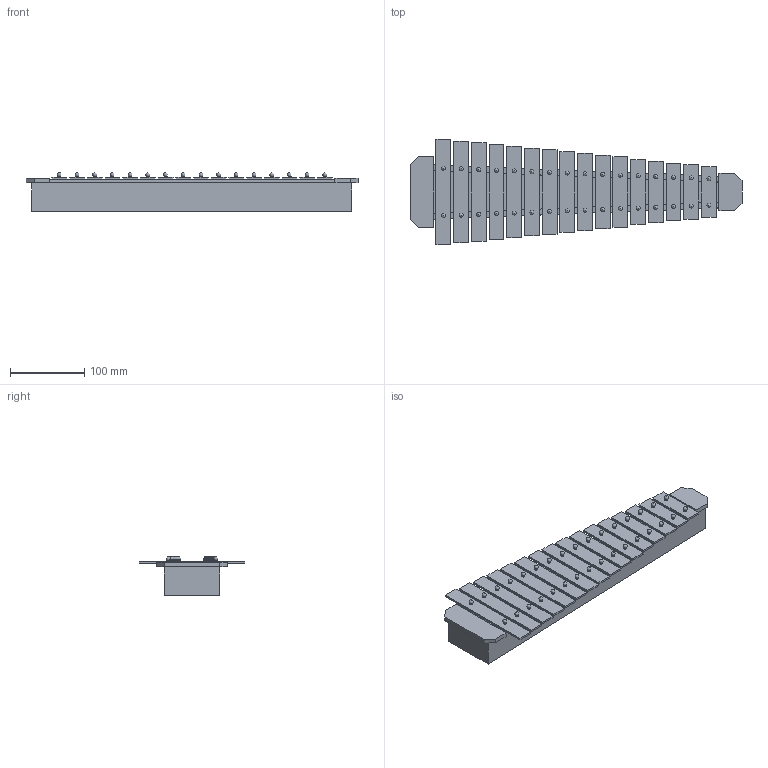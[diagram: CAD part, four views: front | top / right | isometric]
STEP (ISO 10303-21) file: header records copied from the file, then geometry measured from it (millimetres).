
FILE_DESCRIPTION(/* description */ (''),/* implementation_level */ '2;1');
FILE_NAME(/* name */ 'XyloTap.step',/* time_stamp */ '2024-08-27T19:19:10+02:00',/* author */ (''),/* organization */ (''),/* preprocessor_version */ 'ST-DEVELOPER v20',/* originating_system */ 'Autodesk Translation Framework v13.14.0.145',/* authorisation */ '');
FILE_SCHEMA (('AUTOMOTIVE_DESIGN { 1 0 10303 214 3 1 1 }'));
Length unit declared in the file: millimetre
Products named in the file (1): XyloTap
Bounding box: 446 x 141.48 x 51.65 mm (x, y, z)
Volume: 500854.6 mm3; surface area: 231606.8 mm2
Topology: 51 solids, 51 shells, 298 faces, 676 edges, 448 vertices
Faces by surface type: plane 170, cylinder 96, sphere 32
Full cylindrical faces by diameter (mm): 4 x96
Entity records: 8561 total; most frequent: DIRECTION 1498, CARTESIAN_POINT 1391, ORIENTED_EDGE 1288, EDGE_CURVE 644, AXIS2_PLACEMENT_3D 555, VERTEX_POINT 448, EDGE_LOOP 426, LINE 388
